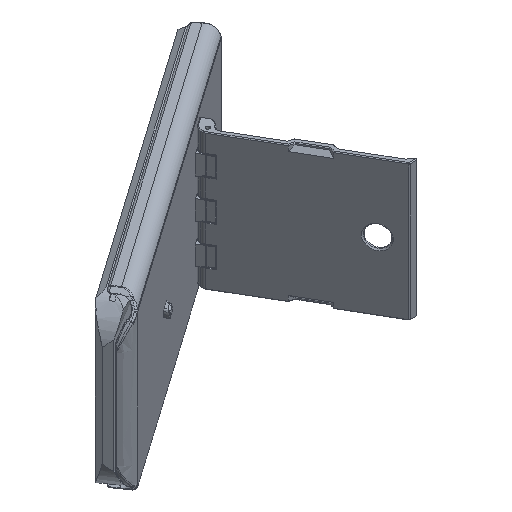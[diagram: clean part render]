
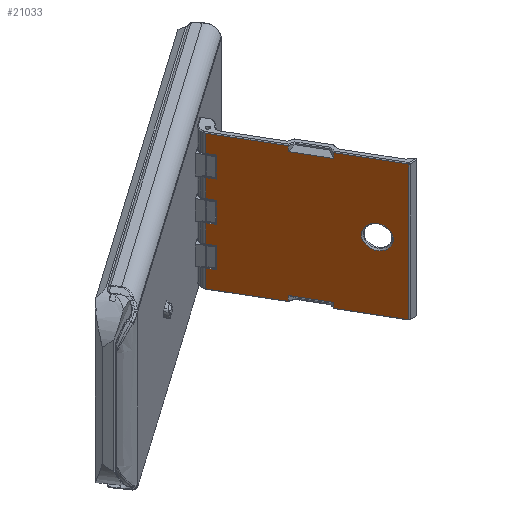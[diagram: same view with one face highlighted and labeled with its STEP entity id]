
A CAD part, isometric view. The second image highlights one B-rep face of the part: STEP entity #21033.
In plain terms, the highlighted planar face has unit normal (-0.864, -0.504, 0).
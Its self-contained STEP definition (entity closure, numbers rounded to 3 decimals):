
#508=FACE_BOUND('',#3506,.T.);
#1790=CIRCLE('',#22481,6.);
#2350=FACE_OUTER_BOUND('',#3505,.T.);
#3505=EDGE_LOOP('',(#16052,#16053,#16054,#16055,#16056,#16057,#16058,#16059,
#16060,#16061,#16062,#16063,#16064,#16065,#16066,#16067,#16068,#16069,#16070,
#16071,#16072,#16073,#16074,#16075));
#3506=EDGE_LOOP('',(#16076));
#5190=LINE('',#29249,#7067);
#5221=LINE('',#29335,#7098);
#5238=LINE('',#29374,#7115);
#5240=LINE('',#29382,#7117);
#5241=LINE('',#29384,#7118);
#5252=LINE('',#29412,#7129);
#5260=LINE('',#29443,#7137);
#5270=LINE('',#29472,#7147);
#5276=LINE('',#29491,#7153);
#5277=LINE('',#29493,#7154);
#5278=LINE('',#29495,#7155);
#5285=LINE('',#29509,#7162);
#5290=LINE('',#29529,#7167);
#5291=LINE('',#29531,#7168);
#5292=LINE('',#29533,#7169);
#5293=LINE('',#29535,#7170);
#5294=LINE('',#29537,#7171);
#5295=LINE('',#29539,#7172);
#5296=LINE('',#29541,#7173);
#5297=LINE('',#29543,#7174);
#5298=LINE('',#29545,#7175);
#5299=LINE('',#29547,#7176);
#5300=LINE('',#29549,#7177);
#5301=LINE('',#29550,#7178);
#7067=VECTOR('',#25011,10.);
#7098=VECTOR('',#25092,10.);
#7115=VECTOR('',#25133,10.);
#7117=VECTOR('',#25143,10.);
#7118=VECTOR('',#25146,10.);
#7129=VECTOR('',#25173,10.);
#7137=VECTOR('',#25201,10.);
#7147=VECTOR('',#25227,10.);
#7153=VECTOR('',#25253,10.);
#7154=VECTOR('',#25256,10.);
#7155=VECTOR('',#25259,10.);
#7162=VECTOR('',#25274,10.);
#7167=VECTOR('',#25293,10.);
#7168=VECTOR('',#25294,10.);
#7169=VECTOR('',#25295,10.);
#7170=VECTOR('',#25296,10.);
#7171=VECTOR('',#25297,10.);
#7172=VECTOR('',#25298,10.);
#7173=VECTOR('',#25299,10.);
#7174=VECTOR('',#25300,10.);
#7175=VECTOR('',#25301,10.);
#7176=VECTOR('',#25302,10.);
#7177=VECTOR('',#25303,10.);
#7178=VECTOR('',#25304,10.);
#8902=VERTEX_POINT('',#29246);
#8903=VERTEX_POINT('',#29248);
#8906=VERTEX_POINT('',#29257);
#8929=VERTEX_POINT('',#29330);
#8939=VERTEX_POINT('',#29372);
#8941=VERTEX_POINT('',#29380);
#8949=VERTEX_POINT('',#29409);
#8950=VERTEX_POINT('',#29411);
#8962=VERTEX_POINT('',#29440);
#8963=VERTEX_POINT('',#29442);
#8973=VERTEX_POINT('',#29469);
#8974=VERTEX_POINT('',#29471);
#8980=VERTEX_POINT('',#29508);
#8988=VERTEX_POINT('',#29528);
#8989=VERTEX_POINT('',#29530);
#8990=VERTEX_POINT('',#29532);
#8991=VERTEX_POINT('',#29534);
#8992=VERTEX_POINT('',#29536);
#8993=VERTEX_POINT('',#29538);
#8994=VERTEX_POINT('',#29540);
#8995=VERTEX_POINT('',#29542);
#8996=VERTEX_POINT('',#29544);
#8997=VERTEX_POINT('',#29546);
#8998=VERTEX_POINT('',#29548);
#8999=VERTEX_POINT('',#29551);
#11419=EDGE_CURVE('',#8903,#8902,#5190,.T.);
#11461=EDGE_CURVE('',#8906,#8929,#5221,.T.);
#11482=EDGE_CURVE('',#8939,#8902,#5238,.T.);
#11485=EDGE_CURVE('',#8941,#8939,#5240,.T.);
#11486=EDGE_CURVE('',#8906,#8941,#5241,.T.);
#11500=EDGE_CURVE('',#8950,#8949,#5252,.T.);
#11515=EDGE_CURVE('',#8962,#8963,#5260,.T.);
#11530=EDGE_CURVE('',#8974,#8973,#5270,.T.);
#11539=EDGE_CURVE('',#8929,#8950,#5276,.T.);
#11540=EDGE_CURVE('',#8962,#8974,#5277,.T.);
#11541=EDGE_CURVE('',#8949,#8963,#5278,.T.);
#11548=EDGE_CURVE('',#8903,#8980,#5285,.T.);
#11558=EDGE_CURVE('',#8988,#8973,#5290,.T.);
#11559=EDGE_CURVE('',#8989,#8988,#5291,.T.);
#11560=EDGE_CURVE('',#8990,#8989,#5292,.T.);
#11561=EDGE_CURVE('',#8990,#8991,#5293,.T.);
#11562=EDGE_CURVE('',#8992,#8991,#5294,.T.);
#11563=EDGE_CURVE('',#8993,#8992,#5295,.T.);
#11564=EDGE_CURVE('',#8994,#8993,#5296,.T.);
#11565=EDGE_CURVE('',#8995,#8994,#5297,.T.);
#11566=EDGE_CURVE('',#8995,#8996,#5298,.T.);
#11567=EDGE_CURVE('',#8996,#8997,#5299,.T.);
#11568=EDGE_CURVE('',#8997,#8998,#5300,.T.);
#11569=EDGE_CURVE('',#8980,#8998,#5301,.T.);
#11570=EDGE_CURVE('',#8999,#8999,#1790,.T.);
#16052=ORIENTED_EDGE('',*,*,#11548,.F.);
#16053=ORIENTED_EDGE('',*,*,#11419,.T.);
#16054=ORIENTED_EDGE('',*,*,#11482,.F.);
#16055=ORIENTED_EDGE('',*,*,#11485,.F.);
#16056=ORIENTED_EDGE('',*,*,#11486,.F.);
#16057=ORIENTED_EDGE('',*,*,#11461,.T.);
#16058=ORIENTED_EDGE('',*,*,#11539,.T.);
#16059=ORIENTED_EDGE('',*,*,#11500,.T.);
#16060=ORIENTED_EDGE('',*,*,#11541,.T.);
#16061=ORIENTED_EDGE('',*,*,#11515,.F.);
#16062=ORIENTED_EDGE('',*,*,#11540,.T.);
#16063=ORIENTED_EDGE('',*,*,#11530,.T.);
#16064=ORIENTED_EDGE('',*,*,#11558,.F.);
#16065=ORIENTED_EDGE('',*,*,#11559,.F.);
#16066=ORIENTED_EDGE('',*,*,#11560,.F.);
#16067=ORIENTED_EDGE('',*,*,#11561,.T.);
#16068=ORIENTED_EDGE('',*,*,#11562,.F.);
#16069=ORIENTED_EDGE('',*,*,#11563,.F.);
#16070=ORIENTED_EDGE('',*,*,#11564,.F.);
#16071=ORIENTED_EDGE('',*,*,#11565,.F.);
#16072=ORIENTED_EDGE('',*,*,#11566,.T.);
#16073=ORIENTED_EDGE('',*,*,#11567,.T.);
#16074=ORIENTED_EDGE('',*,*,#11568,.T.);
#16075=ORIENTED_EDGE('',*,*,#11569,.F.);
#16076=ORIENTED_EDGE('',*,*,#11570,.T.);
#20408=PLANE('',#22480);
#21033=ADVANCED_FACE('',(#2350,#508),#20408,.T.);
#22480=AXIS2_PLACEMENT_3D('',#29527,#25291,#25292);
#22481=AXIS2_PLACEMENT_3D('',#29552,#25305,#25306);
#25011=DIRECTION('',(-0.504,0.864,0.));
#25092=DIRECTION('',(-0.504,0.864,0.));
#25133=DIRECTION('',(0.,0.,1.));
#25143=DIRECTION('',(0.504,-0.864,0.));
#25146=DIRECTION('',(0.,0.,-1.));
#25173=DIRECTION('',(0.504,-0.864,0.));
#25201=DIRECTION('',(0.504,-0.864,0.));
#25227=DIRECTION('',(0.504,-0.864,0.));
#25253=DIRECTION('',(0.,0.,-1.));
#25256=DIRECTION('',(0.,0.,-1.));
#25259=DIRECTION('',(0.,0.,-1.));
#25274=DIRECTION('',(0.,0.,-1.));
#25291=DIRECTION('center_axis',(-0.864,-0.504,0.));
#25292=DIRECTION('ref_axis',(0.504,-0.864,0.));
#25293=DIRECTION('',(0.,0.,1.));
#25294=DIRECTION('',(0.504,-0.864,0.));
#25295=DIRECTION('',(0.,0.,1.));
#25296=DIRECTION('',(0.504,-0.864,0.));
#25297=DIRECTION('',(0.,0.,1.));
#25298=DIRECTION('',(0.504,-0.864,0.));
#25299=DIRECTION('',(0.,0.,1.));
#25300=DIRECTION('',(-0.504,0.864,0.));
#25301=DIRECTION('',(0.,0.,1.));
#25302=DIRECTION('',(0.504,-0.864,0.));
#25303=DIRECTION('',(0.,0.,-1.));
#25304=DIRECTION('',(-0.504,0.864,0.));
#25305=DIRECTION('center_axis',(0.864,0.504,0.));
#25306=DIRECTION('ref_axis',(0.,0.,
1.));
#29246=CARTESIAN_POINT('',(39.464,26.078,34.142));
#29248=CARTESIAN_POINT('',(53.589,1.889,34.142));
#29249=CARTESIAN_POINT('',(15.587,66.966,34.142));
#29257=CARTESIAN_POINT('',(30.927,40.697,34.142));
#29330=CARTESIAN_POINT('',(15.373,67.333,34.142));
#29335=CARTESIAN_POINT('',(15.587,66.966,34.142));
#29372=CARTESIAN_POINT('',(39.464,26.078,31.542));
#29374=CARTESIAN_POINT('',(39.464,26.078,4.542));
#29380=CARTESIAN_POINT('',(30.927,40.697,31.542));
#29382=CARTESIAN_POINT('',(25.33,50.282,31.542));
#29384=CARTESIAN_POINT('',(30.927,40.697,4.542));
#29409=CARTESIAN_POINT('',(17.39,63.878,24.942));
#29411=CARTESIAN_POINT('',(15.373,67.333,24.942));
#29412=CARTESIAN_POINT('',(15.373,67.333,24.942));
#29440=CARTESIAN_POINT('',(15.373,67.333,14.542));
#29442=CARTESIAN_POINT('',(17.39,63.878,14.542));
#29443=CARTESIAN_POINT('',(15.373,67.333,14.542));
#29469=CARTESIAN_POINT('',(17.39,63.878,4.942));
#29471=CARTESIAN_POINT('',(15.373,67.333,4.942));
#29472=CARTESIAN_POINT('',(15.373,67.333,4.942));
#29491=CARTESIAN_POINT('',(15.373,67.333,34.542));
#29493=CARTESIAN_POINT('',(15.373,67.333,14.542));
#29495=CARTESIAN_POINT('',(17.39,63.878,-5.258));
#29508=CARTESIAN_POINT('',(53.589,1.889,-34.658));
#29509=CARTESIAN_POINT('',(53.589,1.889,14.842));
#29527=CARTESIAN_POINT('Origin',(15.373,67.333,24.942));
#29528=CARTESIAN_POINT('',(17.39,63.878,-5.458));
#29529=CARTESIAN_POINT('',(17.39,63.878,4.742));
#29530=CARTESIAN_POINT('',(15.373,67.333,-5.458));
#29531=CARTESIAN_POINT('',(15.373,67.333,-5.458));
#29532=CARTESIAN_POINT('',(15.373,67.333,-15.058));
#29533=CARTESIAN_POINT('',(15.373,67.333,-15.058));
#29534=CARTESIAN_POINT('',(17.39,63.878,-15.058));
#29535=CARTESIAN_POINT('',(15.373,67.333,-15.058));
#29536=CARTESIAN_POINT('',(17.39,63.878,-25.458));
#29537=CARTESIAN_POINT('',(17.39,63.878,4.742));
#29538=CARTESIAN_POINT('',(15.373,67.333,-25.458));
#29539=CARTESIAN_POINT('',(15.373,67.333,-25.458));
#29540=CARTESIAN_POINT('',(15.373,67.333,-34.658));
#29541=CARTESIAN_POINT('',(15.373,67.333,-35.058));
#29542=CARTESIAN_POINT('',(30.927,40.697,-34.658));
#29543=CARTESIAN_POINT('',(15.587,66.966,-34.658));
#29544=CARTESIAN_POINT('',(30.927,40.697,-32.058));
#29545=CARTESIAN_POINT('',(30.927,40.697,-5.058));
#29546=CARTESIAN_POINT('',(39.464,26.078,-32.058));
#29547=CARTESIAN_POINT('',(25.33,50.282,-32.058));
#29548=CARTESIAN_POINT('',(39.464,26.078,-34.658));
#29549=CARTESIAN_POINT('',(39.464,26.078,-5.058));
#29550=CARTESIAN_POINT('',(15.587,66.966,-34.658));
#29551=CARTESIAN_POINT('',(47.683,12.004,5.742));
#29552=CARTESIAN_POINT('Origin',(47.683,12.004,-0.258));
